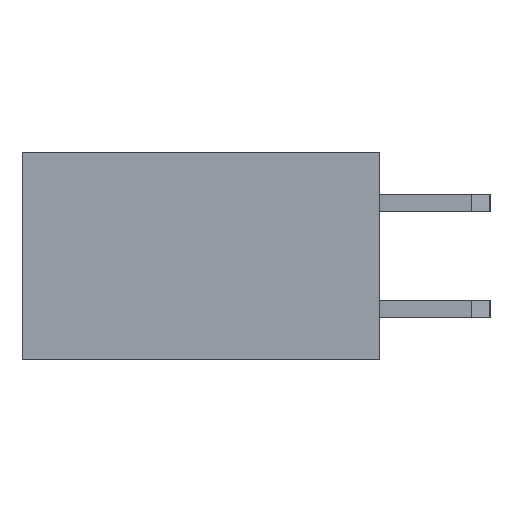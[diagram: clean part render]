
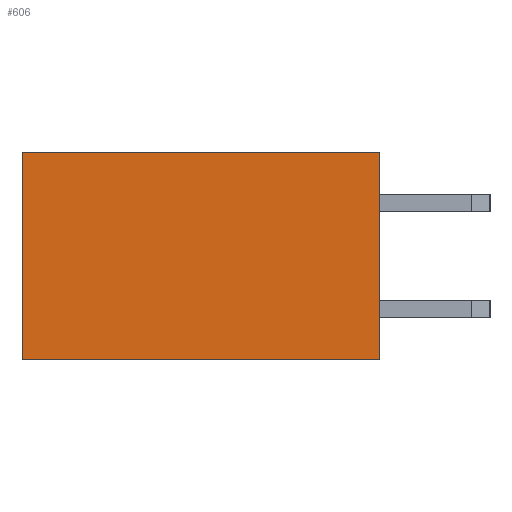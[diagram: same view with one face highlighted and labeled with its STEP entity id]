
A CAD part, left-side view. The second image highlights one B-rep face of the part: STEP entity #606.
In plain terms, the highlighted planar face has unit normal (-1, 0, 0).
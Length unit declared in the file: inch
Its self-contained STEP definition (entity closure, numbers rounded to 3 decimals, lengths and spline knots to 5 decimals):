
#606 = ADVANCED_FACE( '', ( #1311 ), #1312, .F. );
#1311 = FACE_OUTER_BOUND( '', #2117, .T. );
#1312 = PLANE( '', #2118 );
#2117 = EDGE_LOOP( '', ( #3860, #3861, #3862, #3863 ) );
#2118 = AXIS2_PLACEMENT_3D( '', #3864, #3865, #3866 );
#3860 = ORIENTED_EDGE( '', *, *, #5469, .T. );
#3861 = ORIENTED_EDGE( '', *, *, #5472, .F. );
#3862 = ORIENTED_EDGE( '', *, *, #4940, .F. );
#3863 = ORIENTED_EDGE( '', *, *, #5101, .T. );
#3864 = CARTESIAN_POINT( '', ( -0.46, 0.335, -0.0975 ) );
#3865 = DIRECTION( '', ( 1., 0., 0. ) );
#3866 = DIRECTION( '', ( 0., 0., -1. ) );
#4940 = EDGE_CURVE( '', #5997, #5999, #6000, .T. );
#5101 = EDGE_CURVE( '', #5997, #6274, #6276, .T. );
#5469 = EDGE_CURVE( '', #6274, #6804, #6806, .T. );
#5472 = EDGE_CURVE( '', #5999, #6804, #6809, .T. );
#5997 = VERTEX_POINT( '', #7513 );
#5999 = VERTEX_POINT( '', #7516 );
#6000 = LINE( '', #7517, #7518 );
#6274 = VERTEX_POINT( '', #7923 );
#6276 = LINE( '', #7926, #7927 );
#6804 = VERTEX_POINT( '', #8725 );
#6806 = LINE( '', #8728, #8729 );
#6809 = LINE( '', #8733, #8734 );
#7513 = CARTESIAN_POINT( '', ( -0.46, 0.335, -0.0975 ) );
#7516 = CARTESIAN_POINT( '', ( -0.46, 0.335, 0.0975 ) );
#7517 = CARTESIAN_POINT( '', ( -0.46, 0.335, -0.0975 ) );
#7518 = VECTOR( '', #9241, 39.37008 );
#7923 = CARTESIAN_POINT( '', ( -0.46, 0., -0.0975 ) );
#7926 = CARTESIAN_POINT( '', ( -0.46, 0.335, -0.0975 ) );
#7927 = VECTOR( '', #9374, 39.37008 );
#8725 = CARTESIAN_POINT( '', ( -0.46, 0., 0.0975 ) );
#8728 = CARTESIAN_POINT( '', ( -0.46, 0., -0.0975 ) );
#8729 = VECTOR( '', #9646, 39.37008 );
#8733 = CARTESIAN_POINT( '', ( -0.46, 0.335, 0.0975 ) );
#8734 = VECTOR( '', #9648, 39.37008 );
#9241 = DIRECTION( '', ( 0., 0., 1. ) );
#9374 = DIRECTION( '', ( 0., -1., 0. ) );
#9646 = DIRECTION( '', ( 0., 0., 1. ) );
#9648 = DIRECTION( '', ( 0., -1., 0. ) );
